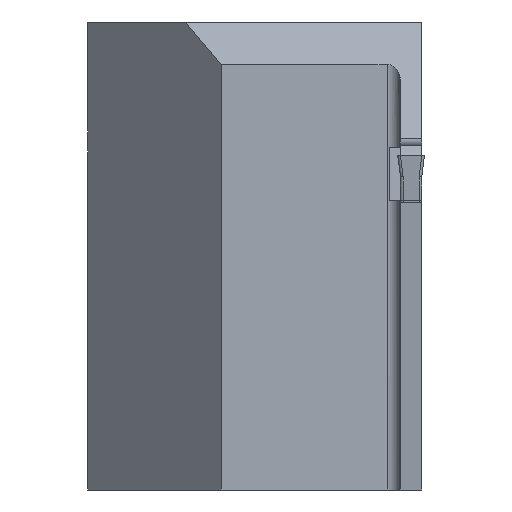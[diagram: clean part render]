
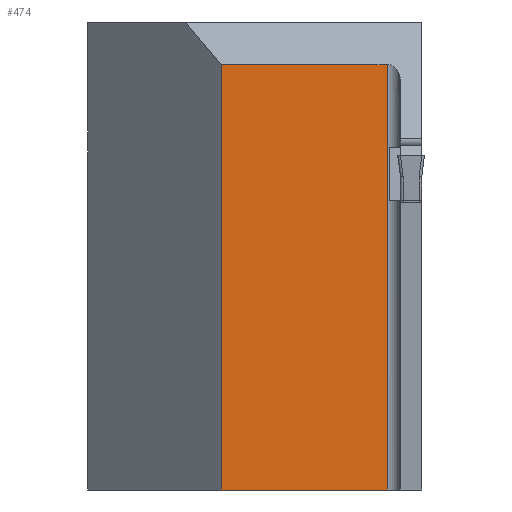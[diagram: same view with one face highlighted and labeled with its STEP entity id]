
A CAD part, left-side view. The second image highlights one B-rep face of the part: STEP entity #474.
In plain terms, the highlighted planar face has unit normal (-1, 0, 0).
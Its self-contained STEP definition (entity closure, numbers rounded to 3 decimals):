
#474=ADVANCED_FACE('',(#563),#527,.T.);
#527=PLANE('',#1395);
#563=FACE_OUTER_BOUND('',#617,.T.);
#617=EDGE_LOOP('',(#738,#739,#740,#741));
#738=ORIENTED_EDGE('',*,*,#1048,.F.);
#739=ORIENTED_EDGE('',*,*,#1087,.T.);
#740=ORIENTED_EDGE('',*,*,#1078,.T.);
#741=ORIENTED_EDGE('',*,*,#1071,.T.);
#960=VERTEX_POINT('',#1735);
#961=VERTEX_POINT('',#1737);
#979=VERTEX_POINT('',#1783);
#982=VERTEX_POINT('',#1791);
#1048=EDGE_CURVE('',#960,#961,#1186,.T.);
#1071=EDGE_CURVE('',#979,#961,#1204,.T.);
#1078=EDGE_CURVE('',#982,#979,#1209,.T.);
#1087=EDGE_CURVE('',#960,#982,#1217,.T.);
#1186=LINE('',#1736,#1284);
#1204=LINE('',#1782,#1302);
#1209=LINE('',#1795,#1307);
#1217=LINE('',#1812,#1315);
#1284=VECTOR('',#1467,1.);
#1302=VECTOR('',#1505,1.);
#1307=VECTOR('',#1516,1.);
#1315=VECTOR('',#1532,1.);
#1395=AXIS2_PLACEMENT_3D('',#1813,#1533,#1534);
#1467=DIRECTION('',(0.,-1.,0.));
#1505=DIRECTION('',(0.,0.,1.));
#1516=DIRECTION('',(0.,-1.,0.));
#1532=DIRECTION('',(0.,0.,-1.));
#1533=DIRECTION('',(-1.,0.,0.));
#1534=DIRECTION('',(0.,-1.,0.));
#1735=CARTESIAN_POINT('',(9.,15.,6.818));
#1736=CARTESIAN_POINT('',(9.,197.485,6.818));
#1737=CARTESIAN_POINT('',(9.,2.6,6.818));
#1782=CARTESIAN_POINT('',(9.,2.6,6.818));
#1783=CARTESIAN_POINT('',(9.,2.6,-25.));
#1791=CARTESIAN_POINT('',(9.,15.,-25.));
#1795=CARTESIAN_POINT('',(9.,25.,-25.));
#1812=CARTESIAN_POINT('',(9.,15.,10.));
#1813=CARTESIAN_POINT('',(9.,25.,10.));
